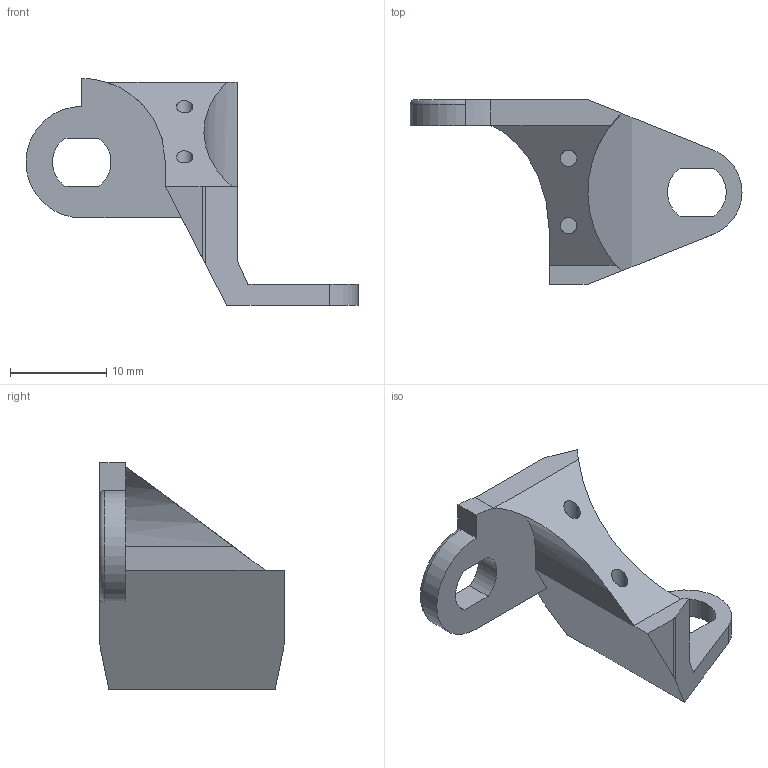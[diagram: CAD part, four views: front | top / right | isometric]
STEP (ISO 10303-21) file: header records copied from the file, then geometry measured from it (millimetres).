
FILE_DESCRIPTION((''),'2;1');
FILE_NAME('GELENK1_UNTEN','2025-07-13T12:31:11',('Mathias'),(''),'CREO PARAMETRIC BY PTC INC, 2023073','CREO PARAMETRIC BY PTC INC, 2023073','');
FILE_SCHEMA(('CONFIG_CONTROL_DESIGN'));
Length unit declared in the file: millimetre
Products named in the file (1): GELENK1_UNTEN
Bounding box: 34.53 x 19.2 x 23.6 mm (x, y, z)
Volume: 2020 mm3; surface area: 1825.1 mm2
Topology: 1 solids, 1 shells, 38 faces, 98 edges, 64 vertices
Faces by surface type: plane 21, cylinder 16, torus 1
Entity records: 1292 total; most frequent: CARTESIAN_POINT 310, ORIENTED_EDGE 196, DIRECTION 190, EDGE_CURVE 98, AXIS2_PLACEMENT_3D 64, VERTEX_POINT 64, VECTOR 62, LINE 62
